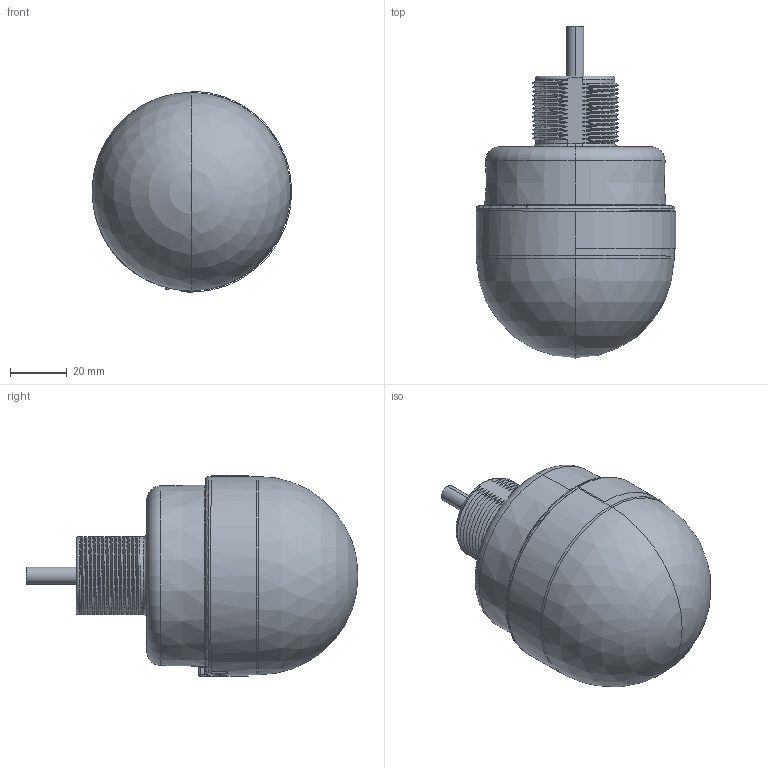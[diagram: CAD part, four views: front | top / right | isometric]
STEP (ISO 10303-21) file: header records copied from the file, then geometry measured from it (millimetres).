
FILE_DESCRIPTION((''),'2;1');
FILE_NAME('193834_ASM','2016-02-29T',('pdmadmin'),(''),'PRO/ENGINEER BY PARAMETRIC TECHNOLOGY CORPORATION, 2013230','PRO/ENGINEER BY PARAMETRIC TECHNOLOGY CORPORATION, 2013230','');
FILE_SCHEMA(('CONFIG_CONTROL_DESIGN'));
Length unit declared in the file: millimetre
Products named in the file (7): 180077; 62676; CABLE_592; 183492; 183974; 192631_ASM; 193834_ASM
Assembly tree (6 placements, depth 3):
  193834_ASM
    180077
    62676
    CABLE_592
    192631_ASM
      183492
      183974
Bounding box: 70.5 x 117.25 x 71.25 mm (x, y, z)
Volume: 83684.3 mm3; surface area: 57100.5 mm2
Topology: 5 solids, 6 shells, 814 faces, 1938 edges, 1159 vertices
Faces by surface type: bspline 241, cylinder 221, plane 128, torus 100, cone 77, sphere 47
Entity records: 53969 total; most frequent: CARTESIAN_POINT 36808, ORIENTED_EDGE 3864, DIRECTION 3135, EDGE_CURVE 1934, AXIS2_PLACEMENT_3D 1329, VERTEX_POINT 1159, EDGE_LOOP 860, FACE_OUTER_BOUND 814
